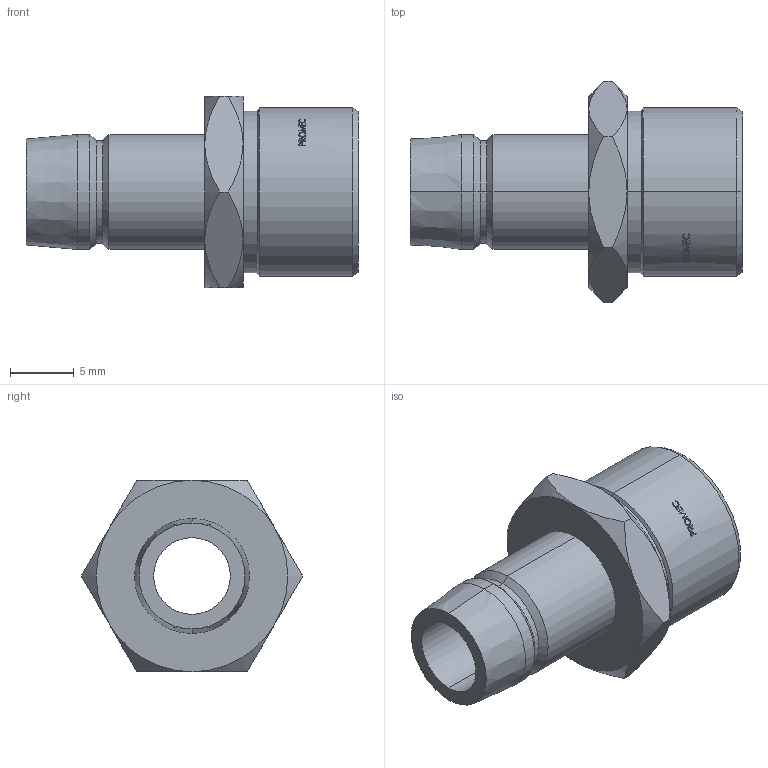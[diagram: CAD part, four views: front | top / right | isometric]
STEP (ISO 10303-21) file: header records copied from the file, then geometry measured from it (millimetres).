
FILE_DESCRIPTION (( 'STEP AP203' ), '1' );
FILE_NAME ('f6d2.STEP', '2022-09-21T18:18:40', ( '' ), ( '' ), 'SwSTEP 2.0', 'SolidWorks 2019', '' );
FILE_SCHEMA (( 'CONFIG_CONTROL_DESIGN' ));
Length unit declared in the file: millimetre
Products named in the file (1): f6d2
Bounding box: 26 x 17.32 x 15 mm (x, y, z)
Volume: 1902.9 mm3; surface area: 1722.4 mm2
Topology: 1 solids, 1 shells, 129 faces, 318 edges, 202 vertices
Faces by surface type: plane 42, bspline 42, cone 24, cylinder 21
Entity records: 4973 total; most frequent: CARTESIAN_POINT 2214, ORIENTED_EDGE 636, DIRECTION 416, EDGE_CURVE 318, VERTEX_POINT 202, AXIS2_PLACEMENT_3D 170, B_SPLINE_CURVE_WITH_KNOTS 160, EDGE_LOOP 142
